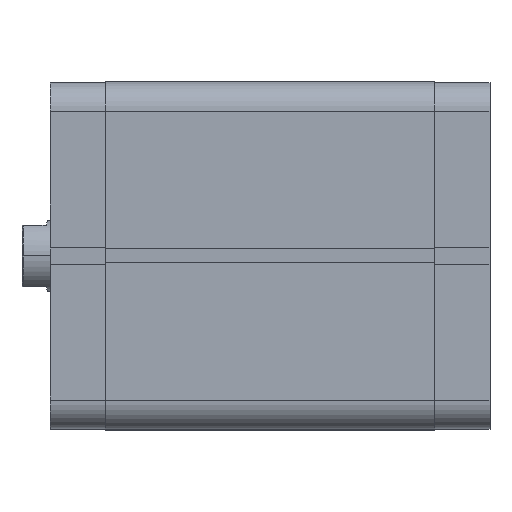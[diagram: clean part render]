
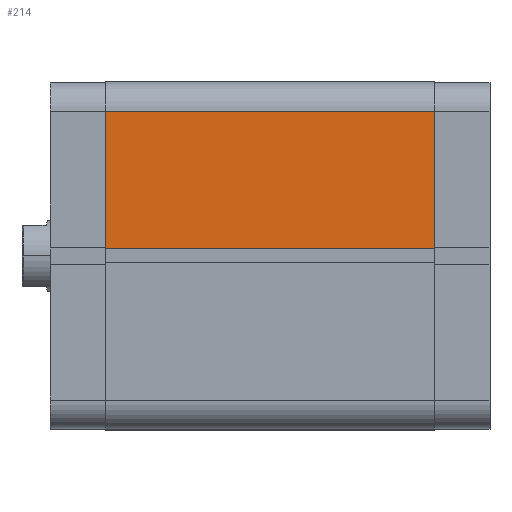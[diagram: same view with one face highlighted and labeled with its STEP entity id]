
A CAD part, top view. The second image highlights one B-rep face of the part: STEP entity #214.
In plain terms, the highlighted face is planar.
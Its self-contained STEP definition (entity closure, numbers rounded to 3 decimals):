
#214 = ADVANCED_FACE ( 'NONE', ( #6468 ), #748, .T. ) ;
#747 = CARTESIAN_POINT ( 'NONE',  ( -51.5, 62., -117.5 ) ) ;
#748 = PLANE ( 'NONE',  #3010 ) ;
#750 = DIRECTION ( 'NONE',  ( 0., 1., 0. ) ) ;
#751 = DIRECTION ( 'NONE',  ( 0., 0., 1. ) ) ;
#1263 = CARTESIAN_POINT ( 'NONE',  ( -2.6, 62., -117.5 ) ) ;
#1264 = DIRECTION ( 'NONE',  ( 0., 0., 1. ) ) ;
#1289 = CARTESIAN_POINT ( 'NONE',  ( -51.5, 62., -117.5 ) ) ;
#1290 = DIRECTION ( 'NONE',  ( -1., 0., 0. ) ) ;
#1347 = CARTESIAN_POINT ( 'NONE',  ( -51.5, 62., -117.5 ) ) ;
#1350 = DIRECTION ( 'NONE',  ( 0., 0., 1. ) ) ;
#1370 = CARTESIAN_POINT ( 'NONE',  ( -51.5, 62., 0. ) ) ;
#1379 = DIRECTION ( 'NONE',  ( -1., 0., 0. ) ) ;
#2038 = EDGE_LOOP ( 'NONE', ( #6122, #6121, #6120, #6119 ) ) ;
#2245 = EDGE_CURVE ( 'NONE', #3434, #3387, #6664, .T. ) ;
#2259 = EDGE_CURVE ( 'NONE', #3434, #3380, #3540, .T. ) ;
#2290 = EDGE_CURVE ( 'NONE', #3380, #3364, #3576, .T. ) ;
#2307 = EDGE_CURVE ( 'NONE', #3387, #3364, #3604, .T. ) ;
#3010 = AXIS2_PLACEMENT_3D ( 'NONE', #747, #750, #751 ) ;
#3364 = VERTEX_POINT ( 'NONE', #5238 ) ;
#3380 = VERTEX_POINT ( 'NONE', #5254 ) ;
#3387 = VERTEX_POINT ( 'NONE', #5261 ) ;
#3434 = VERTEX_POINT ( 'NONE', #5307 ) ;
#3540 = LINE ( 'NONE', #1289, #3541 ) ;
#3541 = VECTOR ( 'NONE', #1290, 1000. ) ;
#3576 = LINE ( 'NONE', #1347, #3584 ) ;
#3584 = VECTOR ( 'NONE', #1350, 1000. ) ;
#3600 = VECTOR ( 'NONE', #1379, 1000. ) ;
#3604 = LINE ( 'NONE', #1370, #3600 ) ;
#5238 = CARTESIAN_POINT ( 'NONE',  ( -51.5, 62., 0. ) ) ;
#5254 = CARTESIAN_POINT ( 'NONE',  ( -51.5, 62., -117.5 ) ) ;
#5261 = CARTESIAN_POINT ( 'NONE',  ( -2.6, 62., 0. ) ) ;
#5307 = CARTESIAN_POINT ( 'NONE',  ( -2.6, 62., -117.5 ) ) ;
#6119 = ORIENTED_EDGE ( 'NONE', *, *, #2290, .T. ) ;
#6120 = ORIENTED_EDGE ( 'NONE', *, *, #2259, .T. ) ;
#6121 = ORIENTED_EDGE ( 'NONE', *, *, #2245, .F. ) ;
#6122 = ORIENTED_EDGE ( 'NONE', *, *, #2307, .F. ) ;
#6468 = FACE_OUTER_BOUND ( 'NONE', #2038, .T. ) ;
#6658 = VECTOR ( 'NONE', #1264, 1000. ) ;
#6664 = LINE ( 'NONE', #1263, #6658 ) ;
